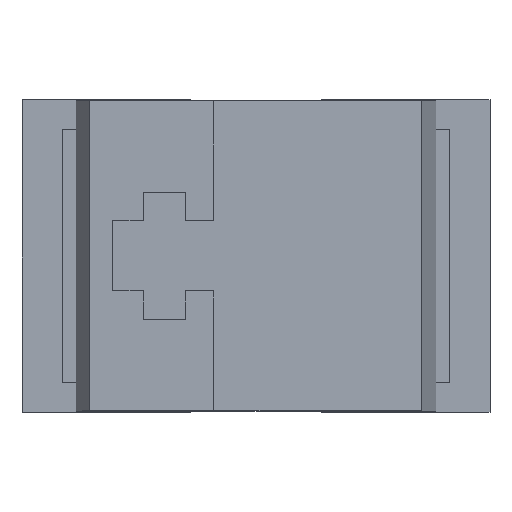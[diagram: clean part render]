
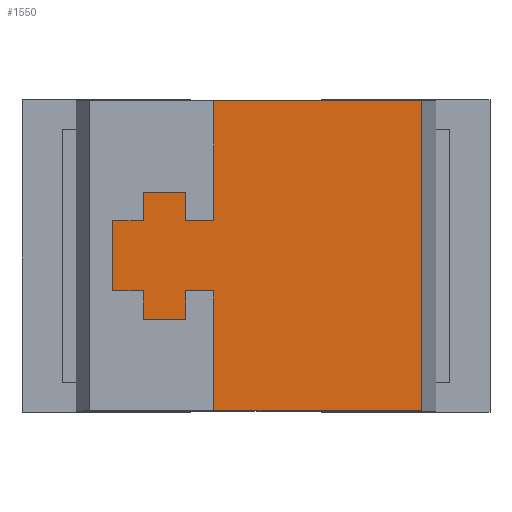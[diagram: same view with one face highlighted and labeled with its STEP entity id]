
A CAD part, top view. The second image highlights one B-rep face of the part: STEP entity #1550.
In plain terms, the highlighted planar face has unit normal (0, 0, 1).
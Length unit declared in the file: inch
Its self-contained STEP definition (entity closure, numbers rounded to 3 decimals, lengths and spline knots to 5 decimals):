
#17 = CARTESIAN_POINT ( 'NONE',  ( -0.04, 0.0125, 0.05024 ) ) ;
#19 = DIRECTION ( 'NONE',  ( 1., 0., 0. ) ) ;
#23 = CARTESIAN_POINT ( 'NONE',  ( -0.025, 0.0225, 0.05024 ) ) ;
#44 = EDGE_CURVE ( 'NONE', #597, #1556, #544, .T. ) ;
#50 = ORIENTED_EDGE ( 'NONE', *, *, #242, .F. ) ;
#88 = LINE ( 'NONE', #1573, #1292 ) ;
#92 = DIRECTION ( 'NONE',  ( -1., 0., 0. ) ) ;
#107 = CARTESIAN_POINT ( 'NONE',  ( -0.051, -0.0125, 0.05024 ) ) ;
#154 = EDGE_CURVE ( 'NONE', #530, #358, #1177, .T. ) ;
#155 = ORIENTED_EDGE ( 'NONE', *, *, #648, .F. ) ;
#163 = ORIENTED_EDGE ( 'NONE', *, *, #1071, .F. ) ;
#168 = ORIENTED_EDGE ( 'NONE', *, *, #729, .T. ) ;
#179 = VERTEX_POINT ( 'NONE', #1451 ) ;
#197 = VERTEX_POINT ( 'NONE', #584 ) ;
#210 = CARTESIAN_POINT ( 'NONE',  ( -0.025, -0.0125, 0.05024 ) ) ;
#240 = VERTEX_POINT ( 'NONE', #1592 ) ;
#241 = DIRECTION ( 'NONE',  ( 0., 1., 0. ) ) ;
#242 = EDGE_CURVE ( 'NONE', #872, #530, #636, .T. ) ;
#252 = CARTESIAN_POINT ( 'NONE',  ( 0.0589, 0.05512, 0.05024 ) ) ;
#280 = EDGE_CURVE ( 'NONE', #1386, #407, #1011, .T. ) ;
#325 = LINE ( 'NONE', #1112, #1144 ) ;
#342 = CARTESIAN_POINT ( 'NONE',  ( -0.015, 0.05512, 0.05024 ) ) ;
#347 = VECTOR ( 'NONE', #955, 39.37008 ) ;
#352 = EDGE_CURVE ( 'NONE', #358, #240, #1475, .T. ) ;
#358 = VERTEX_POINT ( 'NONE', #1465 ) ;
#371 = LINE ( 'NONE', #252, #897 ) ;
#382 = DIRECTION ( 'NONE',  ( 0., -1., 0. ) ) ;
#400 = EDGE_CURVE ( 'NONE', #566, #1386, #1158, .T. ) ;
#406 = CARTESIAN_POINT ( 'NONE',  ( -0.04, 0.0125, 0.05024 ) ) ;
#407 = VERTEX_POINT ( 'NONE', #1045 ) ;
#431 = DIRECTION ( 'NONE',  ( -1., 0., 0. ) ) ;
#451 = VECTOR ( 'NONE', #431, 39.37008 ) ;
#462 = ORIENTED_EDGE ( 'NONE', *, *, #1078, .F. ) ;
#475 = VECTOR ( 'NONE', #19, 39.37008 ) ;
#478 = DIRECTION ( 'NONE',  ( 0., 0., 1. ) ) ;
#496 = VECTOR ( 'NONE', #762, 39.37008 ) ;
#518 = EDGE_CURVE ( 'NONE', #1438, #179, #591, .T. ) ;
#530 = VERTEX_POINT ( 'NONE', #1206 ) ;
#544 = LINE ( 'NONE', #1536, #977 ) ;
#566 = VERTEX_POINT ( 'NONE', #1596 ) ;
#567 = CARTESIAN_POINT ( 'NONE',  ( -0.015, -0.0125, 0.05024 ) ) ;
#572 = CARTESIAN_POINT ( 'NONE',  ( -0.025, 0.0125, 0.05024 ) ) ;
#581 = VERTEX_POINT ( 'NONE', #973 ) ;
#584 = CARTESIAN_POINT ( 'NONE',  ( -0.04, -0.0225, 0.05024 ) ) ;
#588 = CARTESIAN_POINT ( 'NONE',  ( 0.0589, -0.05512, 0.05024 ) ) ;
#591 = LINE ( 'NONE', #342, #347 ) ;
#597 = VERTEX_POINT ( 'NONE', #1456 ) ;
#628 = VECTOR ( 'NONE', #1161, 39.37008 ) ;
#636 = LINE ( 'NONE', #17, #1496 ) ;
#648 = EDGE_CURVE ( 'NONE', #752, #566, #88, .T. ) ;
#664 = VECTOR ( 'NONE', #1345, 39.37008 ) ;
#668 = ORIENTED_EDGE ( 'NONE', *, *, #1336, .T. ) ;
#705 = DIRECTION ( 'NONE',  ( 1., 0., 0. ) ) ;
#719 = ORIENTED_EDGE ( 'NONE', *, *, #1392, .F. ) ;
#723 = ORIENTED_EDGE ( 'NONE', *, *, #44, .F. ) ;
#729 = EDGE_CURVE ( 'NONE', #581, #1438, #371, .T. ) ;
#733 = CARTESIAN_POINT ( 'NONE',  ( 0.0589, -0.05512, 0.05024 ) ) ;
#746 = VERTEX_POINT ( 'NONE', #733 ) ;
#752 = VERTEX_POINT ( 'NONE', #1108 ) ;
#754 = ORIENTED_EDGE ( 'NONE', *, *, #280, .F. ) ;
#762 = DIRECTION ( 'NONE',  ( 1., 0., 0. ) ) ;
#833 = LINE ( 'NONE', #588, #992 ) ;
#847 = ORIENTED_EDGE ( 'NONE', *, *, #352, .F. ) ;
#860 = PLANE ( 'NONE',  #972 ) ;
#864 = VECTOR ( 'NONE', #944, 39.37008 ) ;
#872 = VERTEX_POINT ( 'NONE', #406 ) ;
#897 = VECTOR ( 'NONE', #1135, 39.37008 ) ;
#909 = CARTESIAN_POINT ( 'NONE',  ( -0.051, -0.0125, 0.05024 ) ) ;
#935 = LINE ( 'NONE', #1201, #1442 ) ;
#944 = DIRECTION ( 'NONE',  ( 1., 0., 0. ) ) ;
#955 = DIRECTION ( 'NONE',  ( 0., -1., 0. ) ) ;
#958 = EDGE_CURVE ( 'NONE', #746, #581, #833, .T. ) ;
#972 = AXIS2_PLACEMENT_3D ( 'NONE', #1374, #478, #1366 ) ;
#973 = CARTESIAN_POINT ( 'NONE',  ( 0.0589, 0.05512, 0.05024 ) ) ;
#977 = VECTOR ( 'NONE', #1038, 39.37008 ) ;
#979 = CARTESIAN_POINT ( 'NONE',  ( -0.051, 0.0125, 0.05024 ) ) ;
#988 = DIRECTION ( 'NONE',  ( 0., 1., 0. ) ) ;
#992 = VECTOR ( 'NONE', #1196, 39.37008 ) ;
#1011 = LINE ( 'NONE', #1380, #664 ) ;
#1033 = LINE ( 'NONE', #1132, #475 ) ;
#1038 = DIRECTION ( 'NONE',  ( -1., 0., 0. ) ) ;
#1045 = CARTESIAN_POINT ( 'NONE',  ( -0.025, -0.0225, 0.05024 ) ) ;
#1058 = CARTESIAN_POINT ( 'NONE',  ( -0.04, 0.0225, 0.05024 ) ) ;
#1062 = ORIENTED_EDGE ( 'NONE', *, *, #518, .T. ) ;
#1071 = EDGE_CURVE ( 'NONE', #240, #179, #1189, .T. ) ;
#1078 = EDGE_CURVE ( 'NONE', #197, #597, #325, .T. ) ;
#1083 = ORIENTED_EDGE ( 'NONE', *, *, #400, .F. ) ;
#1105 = ORIENTED_EDGE ( 'NONE', *, *, #1207, .F. ) ;
#1108 = CARTESIAN_POINT ( 'NONE',  ( -0.015, -0.05512, 0.05024 ) ) ;
#1112 = CARTESIAN_POINT ( 'NONE',  ( -0.04, -0.0225, 0.05024 ) ) ;
#1132 = CARTESIAN_POINT ( 'NONE',  ( -0.015, -0.05512, 0.05024 ) ) ;
#1135 = DIRECTION ( 'NONE',  ( -1., 0., 0. ) ) ;
#1144 = VECTOR ( 'NONE', #241, 39.37008 ) ;
#1158 = LINE ( 'NONE', #567, #451 ) ;
#1160 = VERTEX_POINT ( 'NONE', #979 ) ;
#1161 = DIRECTION ( 'NONE',  ( 0., 1., 0. ) ) ;
#1163 = ORIENTED_EDGE ( 'NONE', *, *, #154, .F. ) ;
#1177 = LINE ( 'NONE', #1058, #1395 ) ;
#1189 = LINE ( 'NONE', #572, #864 ) ;
#1196 = DIRECTION ( 'NONE',  ( 0., 1., 0. ) ) ;
#1201 = CARTESIAN_POINT ( 'NONE',  ( -0.025, -0.0225, 0.05024 ) ) ;
#1206 = CARTESIAN_POINT ( 'NONE',  ( -0.04, 0.0225, 0.05024 ) ) ;
#1207 = EDGE_CURVE ( 'NONE', #1160, #872, #1384, .T. ) ;
#1226 = DIRECTION ( 'NONE',  ( 0., 1., 0. ) ) ;
#1233 = ORIENTED_EDGE ( 'NONE', *, *, #958, .T. ) ;
#1237 = VECTOR ( 'NONE', #382, 39.37008 ) ;
#1260 = EDGE_CURVE ( 'NONE', #1556, #1160, #1530, .T. ) ;
#1287 = EDGE_LOOP ( 'NONE', ( #155, #668, #1233, #168, #1062, #163, #847, #1163, #50, #1105, #1485, #723, #462, #719, #754, #1083 ) ) ;
#1292 = VECTOR ( 'NONE', #988, 39.37008 ) ;
#1336 = EDGE_CURVE ( 'NONE', #752, #746, #1033, .T. ) ;
#1345 = DIRECTION ( 'NONE',  ( 0., -1., 0. ) ) ;
#1366 = DIRECTION ( 'NONE',  ( 1., 0., 0. ) ) ;
#1374 = CARTESIAN_POINT ( 'NONE',  ( 0., 0., 0.05024 ) ) ;
#1380 = CARTESIAN_POINT ( 'NONE',  ( -0.025, -0.0125, 0.05024 ) ) ;
#1384 = LINE ( 'NONE', #1486, #496 ) ;
#1386 = VERTEX_POINT ( 'NONE', #210 ) ;
#1392 = EDGE_CURVE ( 'NONE', #407, #197, #935, .T. ) ;
#1395 = VECTOR ( 'NONE', #705, 39.37008 ) ;
#1438 = VERTEX_POINT ( 'NONE', #1445 ) ;
#1442 = VECTOR ( 'NONE', #92, 39.37008 ) ;
#1445 = CARTESIAN_POINT ( 'NONE',  ( -0.015, 0.05512, 0.05024 ) ) ;
#1451 = CARTESIAN_POINT ( 'NONE',  ( -0.015, 0.0125, 0.05024 ) ) ;
#1456 = CARTESIAN_POINT ( 'NONE',  ( -0.04, -0.0125, 0.05024 ) ) ;
#1465 = CARTESIAN_POINT ( 'NONE',  ( -0.025, 0.0225, 0.05024 ) ) ;
#1475 = LINE ( 'NONE', #23, #1237 ) ;
#1485 = ORIENTED_EDGE ( 'NONE', *, *, #1260, .F. ) ;
#1486 = CARTESIAN_POINT ( 'NONE',  ( -0.051, 0.0125, 0.05024 ) ) ;
#1496 = VECTOR ( 'NONE', #1226, 39.37008 ) ;
#1530 = LINE ( 'NONE', #909, #628 ) ;
#1536 = CARTESIAN_POINT ( 'NONE',  ( -0.04, -0.0125, 0.05024 ) ) ;
#1550 = ADVANCED_FACE ( 'NONE', ( #1593 ), #860, .T. ) ;
#1556 = VERTEX_POINT ( 'NONE', #107 ) ;
#1573 = CARTESIAN_POINT ( 'NONE',  ( -0.015, -0.05512, 0.05024 ) ) ;
#1592 = CARTESIAN_POINT ( 'NONE',  ( -0.025, 0.0125, 0.05024 ) ) ;
#1593 = FACE_OUTER_BOUND ( 'NONE', #1287, .T. ) ;
#1596 = CARTESIAN_POINT ( 'NONE',  ( -0.015, -0.0125, 0.05024 ) ) ;
